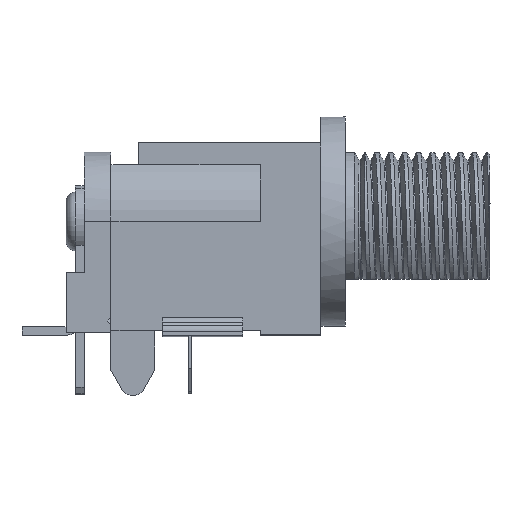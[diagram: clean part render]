
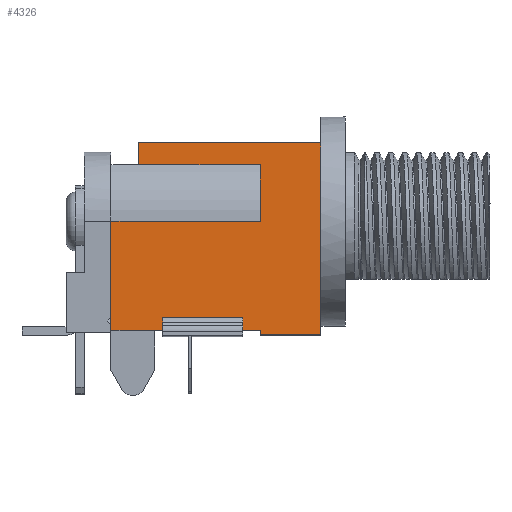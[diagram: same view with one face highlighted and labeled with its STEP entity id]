
A CAD part, top view. The second image highlights one B-rep face of the part: STEP entity #4326.
In plain terms, the highlighted planar face has unit normal (0, 0, 1).
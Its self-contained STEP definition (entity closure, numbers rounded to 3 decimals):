
#40=FACE_BOUND('',#650,.T.);
#398=FACE_OUTER_BOUND('',#649,.T.);
#649=EDGE_LOOP('',(#3505,#3506,#3507,#3508,#3509,#3510,#3511,#3512,#3513,
#3514,#3515,#3516));
#650=EDGE_LOOP('',(#3517,#3518,#3519,#3520));
#1023=LINE('',#7587,#1412);
#1085=LINE('',#16799,#1474);
#1090=LINE('',#16813,#1479);
#1092=LINE('',#16818,#1481);
#1093=LINE('',#16820,#1482);
#1094=LINE('',#16822,#1483);
#1095=LINE('',#16823,#1484);
#1096=LINE('',#16825,#1485);
#1097=LINE('',#16827,#1486);
#1098=LINE('',#16829,#1487);
#1099=LINE('',#16830,#1488);
#1100=LINE('',#16831,#1489);
#1101=LINE('',#16834,#1490);
#1102=LINE('',#16836,#1491);
#1103=LINE('',#16838,#1492);
#1104=LINE('',#16839,#1493);
#1412=VECTOR('',#5134,1.);
#1474=VECTOR('',#5274,10.);
#1479=VECTOR('',#5287,1.);
#1481=VECTOR('',#5291,1.);
#1482=VECTOR('',#5292,10.);
#1483=VECTOR('',#5293,10.);
#1484=VECTOR('',#5294,10.);
#1485=VECTOR('',#5295,10.);
#1486=VECTOR('',#5296,10.);
#1487=VECTOR('',#5297,10.);
#1488=VECTOR('',#5298,10.);
#1489=VECTOR('',#5299,1.);
#1490=VECTOR('',#5300,1.);
#1491=VECTOR('',#5301,1.);
#1492=VECTOR('',#5302,1.);
#1493=VECTOR('',#5303,1.);
#1755=VERTEX_POINT('',#6212);
#1756=VERTEX_POINT('',#6213);
#1949=VERTEX_POINT('',#16795);
#1951=VERTEX_POINT('',#16798);
#1956=VERTEX_POINT('',#16812);
#1957=VERTEX_POINT('',#16816);
#1958=VERTEX_POINT('',#16817);
#1959=VERTEX_POINT('',#16819);
#1960=VERTEX_POINT('',#16821);
#1961=VERTEX_POINT('',#16824);
#1962=VERTEX_POINT('',#16826);
#1963=VERTEX_POINT('',#16828);
#1964=VERTEX_POINT('',#16832);
#1965=VERTEX_POINT('',#16833);
#1966=VERTEX_POINT('',#16835);
#1967=VERTEX_POINT('',#16837);
#2331=EDGE_CURVE('',#1756,#1755,#1023,.T.);
#2499=EDGE_CURVE('',#1951,#1949,#1085,.T.);
#2506=EDGE_CURVE('',#1956,#1949,#1090,.T.);
#2508=EDGE_CURVE('',#1957,#1958,#1092,.T.);
#2509=EDGE_CURVE('',#1958,#1959,#1093,.T.);
#2510=EDGE_CURVE('',#1959,#1960,#1094,.T.);
#2511=EDGE_CURVE('',#1960,#1755,#1095,.T.);
#2512=EDGE_CURVE('',#1756,#1961,#1096,.T.);
#2513=EDGE_CURVE('',#1961,#1962,#1097,.T.);
#2514=EDGE_CURVE('',#1962,#1963,#1098,.T.);
#2515=EDGE_CURVE('',#1963,#1951,#1099,.T.);
#2516=EDGE_CURVE('',#1956,#1957,#1100,.T.);
#2517=EDGE_CURVE('',#1964,#1965,#1101,.T.);
#2518=EDGE_CURVE('',#1964,#1966,#1102,.T.);
#2519=EDGE_CURVE('',#1966,#1967,#1103,.T.);
#2520=EDGE_CURVE('',#1967,#1965,#1104,.T.);
#3505=ORIENTED_EDGE('',*,*,#2508,.T.);
#3506=ORIENTED_EDGE('',*,*,#2509,.T.);
#3507=ORIENTED_EDGE('',*,*,#2510,.T.);
#3508=ORIENTED_EDGE('',*,*,#2511,.T.);
#3509=ORIENTED_EDGE('',*,*,#2331,.F.);
#3510=ORIENTED_EDGE('',*,*,#2512,.T.);
#3511=ORIENTED_EDGE('',*,*,#2513,.T.);
#3512=ORIENTED_EDGE('',*,*,#2514,.T.);
#3513=ORIENTED_EDGE('',*,*,#2515,.T.);
#3514=ORIENTED_EDGE('',*,*,#2499,.T.);
#3515=ORIENTED_EDGE('',*,*,#2506,.F.);
#3516=ORIENTED_EDGE('',*,*,#2516,.T.);
#3517=ORIENTED_EDGE('',*,*,#2517,.F.);
#3518=ORIENTED_EDGE('',*,*,#2518,.T.);
#3519=ORIENTED_EDGE('',*,*,#2519,.T.);
#3520=ORIENTED_EDGE('',*,*,#2520,.T.);
#4101=PLANE('',#4616);
#4326=ADVANCED_FACE('',(#398,#40),#4101,.T.);
#4616=AXIS2_PLACEMENT_3D('',#16815,#5289,#5290);
#5134=DIRECTION('',(0.,-1.,0.));
#5274=DIRECTION('',(0.,-1.,0.));
#5287=DIRECTION('',(1.,0.,0.));
#5289=DIRECTION('center_axis',(0.,0.,1.));
#5290=DIRECTION('ref_axis',(0.,-1.,0.));
#5291=DIRECTION('',(1.,0.,0.));
#5292=DIRECTION('',(0.,-1.,0.));
#5293=DIRECTION('',(1.,0.,0.));
#5294=DIRECTION('',(0.,1.,0.));
#5295=DIRECTION('',(0.,1.,0.));
#5296=DIRECTION('',(-1.,0.,0.));
#5297=DIRECTION('',(0.,-1.,0.));
#5298=DIRECTION('',(1.,0.,0.));
#5299=DIRECTION('',(0.,-1.,0.));
#5300=DIRECTION('',(1.,0.,0.));
#5301=DIRECTION('',(0.,1.,0.));
#5302=DIRECTION('',(1.,0.,0.));
#5303=DIRECTION('',(0.,-1.,0.));
#6212=CARTESIAN_POINT('',(5.207,-3.926,4.496));
#6213=CARTESIAN_POINT('',(5.207,3.926,4.496));
#7587=CARTESIAN_POINT('',(5.207,3.556,4.496));
#16795=CARTESIAN_POINT('',(1.753,0.,4.496));
#16798=CARTESIAN_POINT('',(1.753,3.226,4.496));
#16799=CARTESIAN_POINT('',(1.753,3.226,4.496));
#16812=CARTESIAN_POINT('',(-6.782,0.,4.496));
#16813=CARTESIAN_POINT('',(1.923,0.,4.496));
#16815=CARTESIAN_POINT('Origin',(-7.022,4.715,4.496));
#16816=CARTESIAN_POINT('',(-6.782,-6.223,4.496));
#16817=CARTESIAN_POINT('',(1.753,-6.223,4.496));
#16818=CARTESIAN_POINT('',(-7.022,-6.223,4.496));
#16819=CARTESIAN_POINT('',(1.753,-6.477,4.496));
#16820=CARTESIAN_POINT('',(1.753,-6.223,4.496));
#16821=CARTESIAN_POINT('',(5.207,-6.477,4.496));
#16822=CARTESIAN_POINT('',(1.753,-6.477,4.496));
#16823=CARTESIAN_POINT('',(5.207,-6.477,4.496));
#16824=CARTESIAN_POINT('',(5.207,4.496,4.496));
#16825=CARTESIAN_POINT('',(5.207,3.926,4.496));
#16826=CARTESIAN_POINT('',(-5.207,4.496,4.496));
#16827=CARTESIAN_POINT('',(5.207,4.496,4.496));
#16828=CARTESIAN_POINT('',(-5.207,3.226,4.496));
#16829=CARTESIAN_POINT('',(-5.207,4.496,4.496));
#16830=CARTESIAN_POINT('',(-5.207,3.226,4.496));
#16831=CARTESIAN_POINT('',(-6.782,4.715,4.496));
#16832=CARTESIAN_POINT('',(-3.835,-5.753,4.496));
#16833=CARTESIAN_POINT('',(0.737,-5.753,4.496));
#16834=CARTESIAN_POINT('',(-6.214,-5.753,4.496));
#16835=CARTESIAN_POINT('',(-3.835,-5.476,4.496));
#16836=CARTESIAN_POINT('',(-3.835,-6.248,4.496));
#16837=CARTESIAN_POINT('',(0.737,-5.476,4.496));
#16838=CARTESIAN_POINT('',(-6.214,-5.476,4.496));
#16839=CARTESIAN_POINT('',(0.737,-6.248,4.496));
